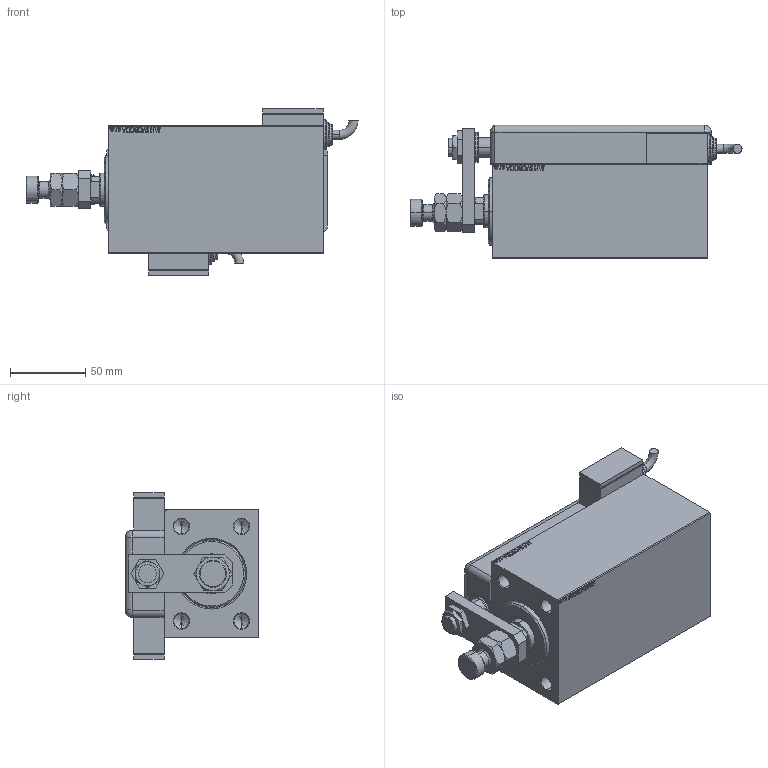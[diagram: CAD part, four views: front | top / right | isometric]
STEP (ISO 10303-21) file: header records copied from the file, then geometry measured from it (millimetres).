
FILE_DESCRIPTION (( 'STEP AP203' ), '1' );
FILE_NAME ('696f.STEP', '2025-09-24T15:07:42', ( '' ), ( '' ), 'SwSTEP 2.0', 'SolidWorks 2019', '' );
FILE_SCHEMA (( 'CONFIG_CONTROL_DESIGN' ));
Length unit declared in the file: millimetre
Products named in the file (14): SWITCH Q ab579fbc343520eb9475ee39c739ee55; Q_T_W_MFA ab579fbc343520eb9475ee39c739ee55; V450CM_VC_B ab579fbc343520eb9475ee39c739ee55; ZARAZKA_Q ab579fbc343520eb9475ee39c739ee55; 696f; NUT_D19 ab579fbc343520eb9475ee39c739ee55; V450CM_B_VCP ab579fbc343520eb9475ee39c739ee55; V450CM_B_Body ab579fbc343520eb9475ee39c739ee55; TYC ab579fbc343520eb9475ee39c739ee55; MAGNETIC SWITCH Q ab579fbc343520eb9475ee39c739ee55; SWITCH DIM A_G ab579fbc343520eb9475ee39c739ee55; SWITCH_Q_FRONT_BACK ab579fbc343520eb9475ee39c739ee55; KRYT ab579fbc343520eb9475ee39c739ee55; NUT_D13 ab579fbc343520eb9475ee39c739ee55
Assembly tree (14 placements, depth 3):
  696f
    V450CM_B_Body ab579fbc343520eb9475ee39c739ee55
    V450CM_B_VCP ab579fbc343520eb9475ee39c739ee55
    V450CM_VC_B ab579fbc343520eb9475ee39c739ee55
    MAGNETIC SWITCH Q ab579fbc343520eb9475ee39c739ee55
      SWITCH_Q_FRONT_BACK ab579fbc343520eb9475ee39c739ee55
      TYC ab579fbc343520eb9475ee39c739ee55
      ZARAZKA_Q ab579fbc343520eb9475ee39c739ee55
      SWITCH DIM A_G ab579fbc343520eb9475ee39c739ee55
      NUT_D19 ab579fbc343520eb9475ee39c739ee55
      NUT_D13 ab579fbc343520eb9475ee39c739ee55
      KRYT ab579fbc343520eb9475ee39c739ee55
      SWITCH Q ab579fbc343520eb9475ee39c739ee55  x2
    Q_T_W_MFA ab579fbc343520eb9475ee39c739ee55
Bounding box: 220.76 x 88.8 x 111 mm (x, y, z)
Volume: 853323.1 mm3; surface area: 164097.1 mm2
Topology: 14 solids, 14 shells, 1317 faces, 3314 edges, 2157 vertices
Faces by surface type: plane 623, bspline 471, cylinder 113, cone 82, torus 26, sphere 2
Entity records: 61808 total; most frequent: CARTESIAN_POINT 32795, ORIENTED_EDGE 6400, DIRECTION 4144, EDGE_CURVE 3200, VERTEX_POINT 2097, VECTOR 1872, LINE 1872, EDGE_LOOP 1445
